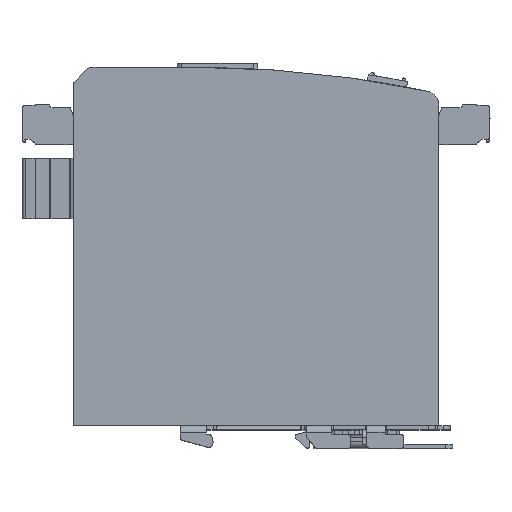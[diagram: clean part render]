
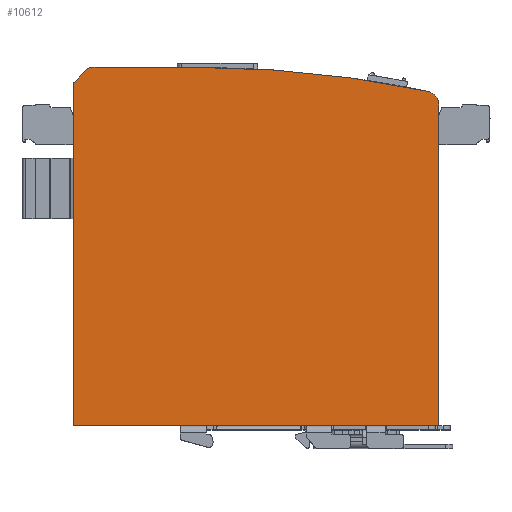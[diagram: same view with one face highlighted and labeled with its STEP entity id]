
A CAD part, top view. The second image highlights one B-rep face of the part: STEP entity #10612.
In plain terms, the highlighted planar face has unit normal (0, 0, 1).
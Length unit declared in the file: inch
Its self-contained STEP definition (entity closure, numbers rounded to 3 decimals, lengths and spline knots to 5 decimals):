
#251 = CARTESIAN_POINT ( 'NONE',  ( -2.5, 4.82593, 1.9685 ) ) ;
#313 = VERTEX_POINT ( 'NONE', #8766 ) ;
#792 = CIRCLE ( 'NONE', #13383, 0.19685 ) ;
#1136 = VERTEX_POINT ( 'NONE', #4403 ) ;
#1379 = DIRECTION ( 'NONE',  ( 0., 0., -1. ) ) ;
#1478 = DIRECTION ( 'NONE',  ( 0., 0., -1. ) ) ;
#1482 = CIRCLE ( 'NONE', #13484, 15.75984 ) ;
#1492 = EDGE_CURVE ( 'NONE', #313, #12653, #13561, .T. ) ;
#1723 = ORIENTED_EDGE ( 'NONE', *, *, #10390, .T. ) ;
#1979 = CARTESIAN_POINT ( 'NONE',  ( -2.55906, 4.82593, 1.9685 ) ) ;
#2168 = LINE ( 'NONE', #16182, #9051 ) ;
#2205 = CARTESIAN_POINT ( 'NONE',  ( -2.55906, 0.05906, 1.9685 ) ) ;
#2658 = VECTOR ( 'NONE', #16091, 39.37008 ) ;
#2839 = CARTESIAN_POINT ( 'NONE',  ( -2.31018, 5.0748, 1.9685 ) ) ;
#2883 = EDGE_CURVE ( 'NONE', #14383, #4330, #7776, .T. ) ;
#3320 = EDGE_CURVE ( 'NONE', #4330, #12653, #6317, .T. ) ;
#3325 = DIRECTION ( 'NONE',  ( -1., 0., 0. ) ) ;
#3448 = LINE ( 'NONE', #1979, #10509 ) ;
#4260 = EDGE_CURVE ( 'NONE', #17836, #7613, #792, .T. ) ;
#4330 = VERTEX_POINT ( 'NONE', #14036 ) ;
#4403 = CARTESIAN_POINT ( 'NONE',  ( -2.55906, 0.05906, 1.9685 ) ) ;
#4462 = ORIENTED_EDGE ( 'NONE', *, *, #3320, .T. ) ;
#4542 = CARTESIAN_POINT ( 'NONE',  ( 2.55906, 0.05906, 1.9685 ) ) ;
#4681 = AXIS2_PLACEMENT_3D ( 'NONE', #11362, #18136, #12741 ) ;
#4710 = ORIENTED_EDGE ( 'NONE', *, *, #16262, .T. ) ;
#5138 = CARTESIAN_POINT ( 'NONE',  ( 2.55906, 4.54773, 1.9685 ) ) ;
#5325 = ORIENTED_EDGE ( 'NONE', *, *, #17706, .T. ) ;
#5617 = ORIENTED_EDGE ( 'NONE', *, *, #1492, .F. ) ;
#6317 = LINE ( 'NONE', #11911, #15691 ) ;
#6328 = DIRECTION ( 'NONE',  ( 1., 0., 0. ) ) ;
#6478 = DIRECTION ( 'NONE',  ( -1., 0., 0. ) ) ;
#7479 = CARTESIAN_POINT ( 'NONE',  ( -0.82677, -10.68504, 1.9685 ) ) ;
#7613 = VERTEX_POINT ( 'NONE', #5138 ) ;
#7664 = CARTESIAN_POINT ( 'NONE',  ( 2.55906, 0.05906, 1.9685 ) ) ;
#7776 = CIRCLE ( 'NONE', #7821, 0.05906 ) ;
#7792 = VERTEX_POINT ( 'NONE', #14195 ) ;
#7821 = AXIS2_PLACEMENT_3D ( 'NONE', #7898, #13501, #3325 ) ;
#7898 = CARTESIAN_POINT ( 'NONE',  ( -2.31018, 5.01575, 1.9685 ) ) ;
#8190 = ORIENTED_EDGE ( 'NONE', *, *, #2883, .T. ) ;
#8275 = VERTEX_POINT ( 'NONE', #4542 ) ;
#8766 = CARTESIAN_POINT ( 'NONE',  ( -2.55906, 4.82593, 1.9685 ) ) ;
#9051 = VECTOR ( 'NONE', #6478, 39.37008 ) ;
#9363 = VECTOR ( 'NONE', #6328, 39.37008 ) ;
#10390 = EDGE_CURVE ( 'NONE', #1136, #8275, #10648, .T. ) ;
#10509 = VECTOR ( 'NONE', #13070, 39.37008 ) ;
#10539 = DIRECTION ( 'NONE',  ( -0.707, -0.707, 0. ) ) ;
#10612 = ADVANCED_FACE ( 'NONE', ( #16768 ), #12556, .T. ) ;
#10648 = LINE ( 'NONE', #2205, #9363 ) ;
#10888 = CARTESIAN_POINT ( 'NONE',  ( 2.40254, 4.7404, 1.9685 ) ) ;
#11120 = ORIENTED_EDGE ( 'NONE', *, *, #17782, .T. ) ;
#11362 = CARTESIAN_POINT ( 'NONE',  ( -2.5, 4.82593, 1.9685 ) ) ;
#11376 = CARTESIAN_POINT ( 'NONE',  ( 2.3622, 4.54773, 1.9685 ) ) ;
#11911 = CARTESIAN_POINT ( 'NONE',  ( -2.35194, 5.05751, 1.9685 ) ) ;
#12556 = PLANE ( 'NONE',  #4681 ) ;
#12564 = DIRECTION ( 'NONE',  ( -1., 0., 0. ) ) ;
#12653 = VERTEX_POINT ( 'NONE', #13897 ) ;
#12719 = EDGE_LOOP ( 'NONE', ( #8190, #4462, #5617, #5325, #1723, #4710, #15248, #13868, #11120 ) ) ;
#12741 = DIRECTION ( 'NONE',  ( 1., 0., 0. ) ) ;
#13070 = DIRECTION ( 'NONE',  ( 0., -1., 0. ) ) ;
#13383 = AXIS2_PLACEMENT_3D ( 'NONE', #11376, #1478, #17134 ) ;
#13447 = LINE ( 'NONE', #7664, #2658 ) ;
#13484 = AXIS2_PLACEMENT_3D ( 'NONE', #7479, #1379, #12564 ) ;
#13501 = DIRECTION ( 'NONE',  ( 0., 0., 1. ) ) ;
#13561 = CIRCLE ( 'NONE', #17349, 0.05906 ) ;
#13868 = ORIENTED_EDGE ( 'NONE', *, *, #16090, .F. ) ;
#13897 = CARTESIAN_POINT ( 'NONE',  ( -2.54176, 4.86769, 1.9685 ) ) ;
#14036 = CARTESIAN_POINT ( 'NONE',  ( -2.35194, 5.05751, 1.9685 ) ) ;
#14195 = CARTESIAN_POINT ( 'NONE',  ( -0.82677, 5.0748, 1.9685 ) ) ;
#14383 = VERTEX_POINT ( 'NONE', #2839 ) ;
#15248 = ORIENTED_EDGE ( 'NONE', *, *, #4260, .F. ) ;
#15471 = DIRECTION ( 'NONE',  ( 0., 0., -1. ) ) ;
#15691 = VECTOR ( 'NONE', #10539, 39.37008 ) ;
#16090 = EDGE_CURVE ( 'NONE', #7792, #17836, #1482, .T. ) ;
#16091 = DIRECTION ( 'NONE',  ( 0., 1., 0. ) ) ;
#16182 = CARTESIAN_POINT ( 'NONE',  ( -0.82677, 5.0748, 1.9685 ) ) ;
#16262 = EDGE_CURVE ( 'NONE', #8275, #7613, #13447, .T. ) ;
#16768 = FACE_OUTER_BOUND ( 'NONE', #12719, .T. ) ;
#17134 = DIRECTION ( 'NONE',  ( -1., 0., 0. ) ) ;
#17349 = AXIS2_PLACEMENT_3D ( 'NONE', #251, #15471, #18034 ) ;
#17706 = EDGE_CURVE ( 'NONE', #313, #1136, #3448, .T. ) ;
#17782 = EDGE_CURVE ( 'NONE', #7792, #14383, #2168, .T. ) ;
#17836 = VERTEX_POINT ( 'NONE', #10888 ) ;
#18034 = DIRECTION ( 'NONE',  ( -1., 0., 0. ) ) ;
#18136 = DIRECTION ( 'NONE',  ( 0., 0., 1. ) ) ;
